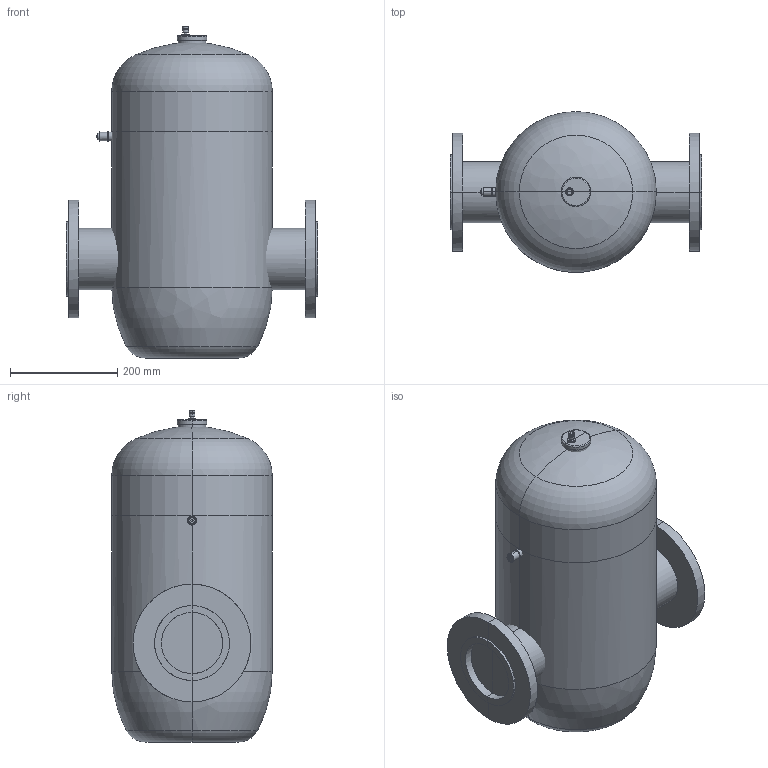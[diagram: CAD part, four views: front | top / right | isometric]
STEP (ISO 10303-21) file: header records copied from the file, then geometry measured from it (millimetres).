
FILE_DESCRIPTION(('CATIA V5 STEP Exchange'),'2;1');
FILE_NAME('STEP_551102_-_TST.stp','2019-04-29T06:51:35+00:00',('none'),('none'),'CATIA Version 5-6 Release 2016 SP4','CATIA V5 STEP AP203','none');
FILE_SCHEMA(('CONFIG_CONTROL_DESIGN'));
Length unit declared in the file: millimetre
Products named in the file (1): 551102 - TST
Bounding box: 470 x 300.27 x 620.5 mm (x, y, z)
Volume: 56322352.6 mm3; surface area: 1199753.2 mm2
Topology: 2 solids, 2 shells, 188 faces, 428 edges, 243 vertices
Faces by surface type: plane 82, cylinder 74, torus 16, bspline 8, cone 8
Entity records: 6742 total; most frequent: CARTESIAN_POINT 2837, ORIENTED_EDGE 852, DIRECTION 681, EDGE_CURVE 426, AXIS2_PLACEMENT_3D 313, VERTEX_POINT 243, EDGE_LOOP 189, ADVANCED_FACE 188
